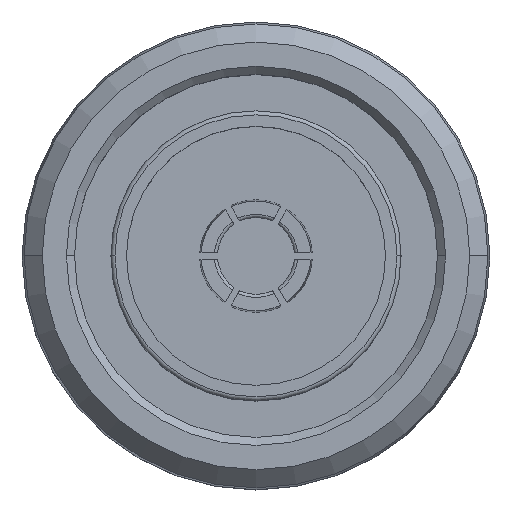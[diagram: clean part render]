
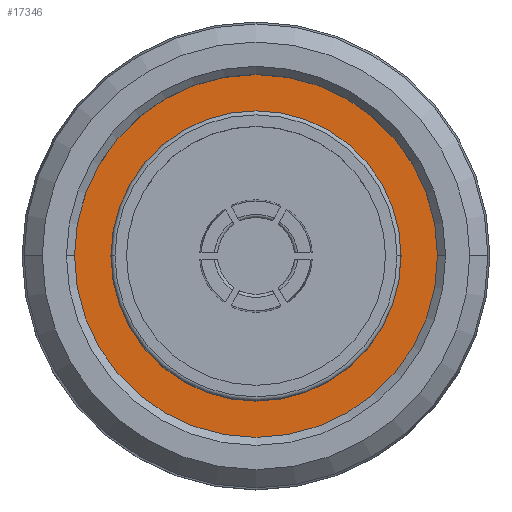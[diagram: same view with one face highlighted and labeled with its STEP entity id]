
A CAD part, top view. The second image highlights one B-rep face of the part: STEP entity #17346.
In plain terms, the highlighted planar face has unit normal (0, 0, 1).
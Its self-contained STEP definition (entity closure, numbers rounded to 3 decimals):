
#124 = AXIS2_PLACEMENT_3D ( 'NONE', #7076, #19166, #8820 ) ;
#217 = AXIS2_PLACEMENT_3D ( 'NONE', #6887, #18967, #8627 ) ;
#603 = ORIENTED_EDGE ( 'NONE', *, *, #20115, .F. ) ;
#1428 = ORIENTED_EDGE ( 'NONE', *, *, #4516, .T. ) ;
#1548 = CARTESIAN_POINT ( 'NONE',  ( -11.25, 0., -8.5 ) ) ;
#1574 = VERTEX_POINT ( 'NONE', #1548 ) ;
#1622 = CIRCLE ( 'NONE', #8727, 8.99 ) ;
#2982 = CARTESIAN_POINT ( 'NONE',  ( 0., 0., -8.5 ) ) ;
#3057 = PLANE ( 'NONE',  #10168 ) ;
#4411 = ORIENTED_EDGE ( 'NONE', *, *, #22391, .F. ) ;
#4454 = EDGE_LOOP ( 'NONE', ( #8158, #1428 ) ) ;
#4516 = EDGE_CURVE ( 'NONE', #1574, #15910, #5828, .T. ) ;
#4701 = DIRECTION ( 'NONE',  ( 1., 0., 0. ) ) ;
#5495 = DIRECTION ( 'NONE',  ( 0., 0., -1. ) ) ;
#5828 = CIRCLE ( 'NONE', #124, 11.25 ) ;
#6304 = CIRCLE ( 'NONE', #12490, 8.99 ) ;
#6887 = CARTESIAN_POINT ( 'NONE',  ( 0., 0., -8.5 ) ) ;
#7076 = CARTESIAN_POINT ( 'NONE',  ( 0., 0., -8.5 ) ) ;
#7304 = DIRECTION ( 'NONE',  ( 0., 0., 1. ) ) ;
#8158 = ORIENTED_EDGE ( 'NONE', *, *, #22103, .T. ) ;
#8627 = DIRECTION ( 'NONE',  ( 1., 0., 0. ) ) ;
#8727 = AXIS2_PLACEMENT_3D ( 'NONE', #2982, #15015, #4701 ) ;
#8820 = DIRECTION ( 'NONE',  ( 1., 0., 0. ) ) ;
#10159 = CARTESIAN_POINT ( 'NONE',  ( 8.99, 0., -8.5 ) ) ;
#10168 = AXIS2_PLACEMENT_3D ( 'NONE', #15832, #5495, #17589 ) ;
#10232 = CARTESIAN_POINT ( 'NONE',  ( -8.99, 0., -8.5 ) ) ;
#10805 = VERTEX_POINT ( 'NONE', #10159 ) ;
#10817 = VERTEX_POINT ( 'NONE', #10232 ) ;
#11158 = FACE_OUTER_BOUND ( 'NONE', #4454, .T. ) ;
#12490 = AXIS2_PLACEMENT_3D ( 'NONE', #17660, #7304, #19380 ) ;
#15015 = DIRECTION ( 'NONE',  ( 0., 0., 1. ) ) ;
#15749 = FACE_BOUND ( 'NONE', #17684, .T. ) ;
#15832 = CARTESIAN_POINT ( 'NONE',  ( 0., 8.99, -8.5 ) ) ;
#15910 = VERTEX_POINT ( 'NONE', #18212 ) ;
#17346 = ADVANCED_FACE ( 'NONE', ( #15749, #11158 ), #3057, .F. ) ;
#17589 = DIRECTION ( 'NONE',  ( -1., 0., 0. ) ) ;
#17660 = CARTESIAN_POINT ( 'NONE',  ( 0., 0., -8.5 ) ) ;
#17684 = EDGE_LOOP ( 'NONE', ( #603, #4411 ) ) ;
#18212 = CARTESIAN_POINT ( 'NONE',  ( 11.25, 0., -8.5 ) ) ;
#18967 = DIRECTION ( 'NONE',  ( 0., 0., 1. ) ) ;
#19166 = DIRECTION ( 'NONE',  ( 0., 0., 1. ) ) ;
#19380 = DIRECTION ( 'NONE',  ( 1., 0., 0. ) ) ;
#19545 = CIRCLE ( 'NONE', #217, 11.25 ) ;
#20115 = EDGE_CURVE ( 'NONE', #10805, #10817, #1622, .T. ) ;
#22103 = EDGE_CURVE ( 'NONE', #15910, #1574, #19545, .T. ) ;
#22391 = EDGE_CURVE ( 'NONE', #10817, #10805, #6304, .T. ) ;
